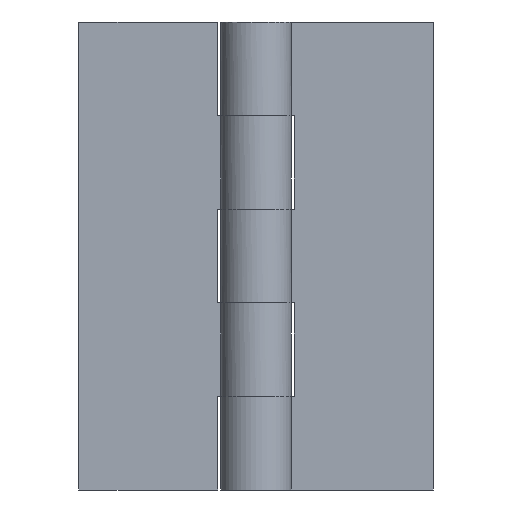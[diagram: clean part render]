
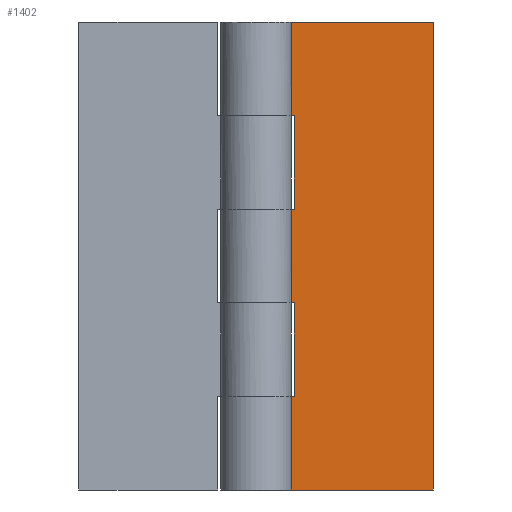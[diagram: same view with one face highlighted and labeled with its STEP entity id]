
A CAD part, front view. The second image highlights one B-rep face of the part: STEP entity #1402.
In plain terms, the highlighted free-form (B-spline) face has degree [1, 1] with [2, 2] control points.
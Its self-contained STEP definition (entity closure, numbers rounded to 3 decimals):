
#775=CARTESIAN_POINT('',(2.7,1.5,13.2));
#776=VERTEX_POINT('',#775);
#782=CARTESIAN_POINT('',(0.,1.5,13.2));
#783=VERTEX_POINT('',#782);
#784=CARTESIAN_POINT('',(2.7,1.5,13.2));
#785=CARTESIAN_POINT('',(0.,1.5,13.2));
#786=QUASI_UNIFORM_CURVE('',1,(#784,#785),.UNSPECIFIED.,.F.,.U.);
#787=EDGE_CURVE('',#776,#783,#786,.T.);
#874=CARTESIAN_POINT('',(0.,1.5,6.6));
#875=VERTEX_POINT('',#874);
#895=CARTESIAN_POINT('',(2.7,1.5,6.6));
#896=VERTEX_POINT('',#895);
#897=CARTESIAN_POINT('',(0.,1.5,6.6));
#898=CARTESIAN_POINT('',(2.7,1.5,6.6));
#899=QUASI_UNIFORM_CURVE('',1,(#897,#898),.UNSPECIFIED.,.F.,.U.);
#900=EDGE_CURVE('',#875,#896,#899,.T.);
#922=CARTESIAN_POINT('',(2.7,1.5,6.6));
#923=CARTESIAN_POINT('',(2.7,1.5,13.2));
#924=QUASI_UNIFORM_CURVE('',1,(#922,#923),.UNSPECIFIED.,.F.,.U.);
#925=EDGE_CURVE('',#896,#776,#924,.T.);
#972=CARTESIAN_POINT('',(0.,1.5,19.8));
#973=VERTEX_POINT('',#972);
#993=CARTESIAN_POINT('',(2.7,1.5,19.8));
#994=VERTEX_POINT('',#993);
#995=CARTESIAN_POINT('',(0.,1.5,19.8));
#996=CARTESIAN_POINT('',(2.7,1.5,19.8));
#997=QUASI_UNIFORM_CURVE('',1,(#995,#996),.UNSPECIFIED.,.F.,.U.);
#998=EDGE_CURVE('',#973,#994,#997,.T.);
#1029=CARTESIAN_POINT('',(2.7,1.5,26.4));
#1030=VERTEX_POINT('',#1029);
#1036=CARTESIAN_POINT('',(0.,1.5,26.4));
#1037=VERTEX_POINT('',#1036);
#1038=CARTESIAN_POINT('',(2.7,1.5,26.4));
#1039=CARTESIAN_POINT('',(0.,1.5,26.4));
#1040=QUASI_UNIFORM_CURVE('',1,(#1038,#1039),.UNSPECIFIED.,.F.,.U.);
#1041=EDGE_CURVE('',#1030,#1037,#1040,.T.);
#1098=CARTESIAN_POINT('',(2.7,1.5,19.8));
#1099=CARTESIAN_POINT('',(2.7,1.5,26.4));
#1100=QUASI_UNIFORM_CURVE('',1,(#1098,#1099),.UNSPECIFIED.,.F.,.U.);
#1101=EDGE_CURVE('',#994,#1030,#1100,.T.);
#1118=CARTESIAN_POINT('',(12.5,1.5,0.0));
#1119=VERTEX_POINT('',#1118);
#1127=CARTESIAN_POINT('',(0.,1.5,0.0));
#1128=VERTEX_POINT('',#1127);
#1129=CARTESIAN_POINT('',(0.,1.5,0.0));
#1130=CARTESIAN_POINT('',(12.5,1.5,0.0));
#1131=QUASI_UNIFORM_CURVE('',1,(#1129,#1130),.UNSPECIFIED.,.F.,.U.);
#1132=EDGE_CURVE('',#1128,#1119,#1131,.T.);
#1196=CARTESIAN_POINT('',(12.5,1.5,33.0));
#1197=VERTEX_POINT('',#1196);
#1240=CARTESIAN_POINT('',(0.,1.5,33.0));
#1241=VERTEX_POINT('',#1240);
#1261=CARTESIAN_POINT('',(0.,1.5,33.0));
#1262=CARTESIAN_POINT('',(12.5,1.5,33.0));
#1263=QUASI_UNIFORM_CURVE('',1,(#1261,#1262),.UNSPECIFIED.,.F.,.U.);
#1264=EDGE_CURVE('',#1241,#1197,#1263,.T.);
#1281=CARTESIAN_POINT('',(12.5,1.5,33.0));
#1282=CARTESIAN_POINT('',(12.5,1.5,0.0));
#1283=QUASI_UNIFORM_CURVE('',1,(#1281,#1282),.UNSPECIFIED.,.F.,.U.);
#1284=EDGE_CURVE('',#1197,#1119,#1283,.T.);
#1312=CARTESIAN_POINT('',(0.,1.5,33.0));
#1313=CARTESIAN_POINT('',(0.,1.5,26.4));
#1314=QUASI_UNIFORM_CURVE('',1,(#1312,#1313),.UNSPECIFIED.,.F.,.U.);
#1315=EDGE_CURVE('',#1241,#1037,#1314,.T.);
#1375=CARTESIAN_POINT('',(-0.624,1.5,-1.648));
#1376=CARTESIAN_POINT('',(-0.624,1.5,34.648));
#1377=CARTESIAN_POINT('',(13.124,1.5,-1.648));
#1378=CARTESIAN_POINT('',(13.124,1.5,34.648));
#1379=B_SPLINE_SURFACE_WITH_KNOTS('',1,1,((#1375,#1377),(#1376,#1378)),.UNSPECIFIED.,.F.,.F.,.U.,(2,2),(2,2),(0.0,36.297),(0.0,13.749),.UNSPECIFIED.);
#1380=ORIENTED_EDGE('',*,*,#900,.F.);
#1381=CARTESIAN_POINT('',(0.,1.5,6.6));
#1382=CARTESIAN_POINT('',(0.,1.5,0.0));
#1383=QUASI_UNIFORM_CURVE('',1,(#1381,#1382),.UNSPECIFIED.,.F.,.U.);
#1384=EDGE_CURVE('',#875,#1128,#1383,.T.);
#1385=ORIENTED_EDGE('',*,*,#1384,.T.);
#1386=ORIENTED_EDGE('',*,*,#1132,.T.);
#1387=ORIENTED_EDGE('',*,*,#1284,.F.);
#1388=ORIENTED_EDGE('',*,*,#1264,.F.);
#1389=ORIENTED_EDGE('',*,*,#1315,.T.);
#1390=ORIENTED_EDGE('',*,*,#1041,.F.);
#1391=ORIENTED_EDGE('',*,*,#1101,.F.);
#1392=ORIENTED_EDGE('',*,*,#998,.F.);
#1393=CARTESIAN_POINT('',(0.,1.5,19.8));
#1394=CARTESIAN_POINT('',(0.,1.5,13.2));
#1395=QUASI_UNIFORM_CURVE('',1,(#1393,#1394),.UNSPECIFIED.,.F.,.U.);
#1396=EDGE_CURVE('',#973,#783,#1395,.T.);
#1397=ORIENTED_EDGE('',*,*,#1396,.T.);
#1398=ORIENTED_EDGE('',*,*,#787,.F.);
#1399=ORIENTED_EDGE('',*,*,#925,.F.);
#1400=EDGE_LOOP('',(#1380,#1385,#1386,#1387,#1388,#1389,#1390,#1391,#1392,#1397,#1398,#1399));
#1401=FACE_OUTER_BOUND('',#1400,.T.);
#1402=ADVANCED_FACE('',(#1401),#1379,.F.);
